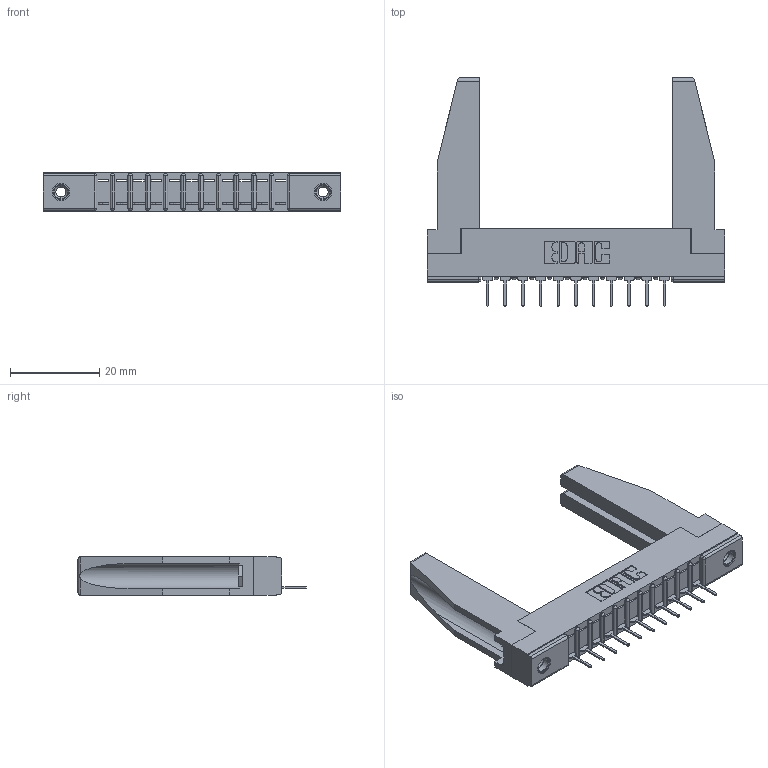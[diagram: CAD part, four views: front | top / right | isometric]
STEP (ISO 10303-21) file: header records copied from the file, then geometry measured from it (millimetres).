
FILE_DESCRIPTION (( 'STEP AP203' ), '1' );
FILE_NAME ('357-011-431-178.STEP', '2020-09-30T09:07:14', ( '' ), ( '' ), 'SwSTEP 2.0', 'SolidWorks 2020', '' );
FILE_SCHEMA (( 'CONFIG_CONTROL_DESIGN' ));
Length unit declared in the file: inch
Products named in the file (5): 345-250-001_345-250-001-102; 307-220-078; 357-011-431-178; 307 Part_.156 Dia Mounting Holes; 307-290-001_531
Assembly tree (16 placements, depth 2):
  357-011-431-178
    307 Part_.156 Dia Mounting Holes
    307-290-001_531  x11
    307-220-078  x2
    345-250-001_345-250-001-102  x2
Bounding box: 66.6 x 51.13 x 8.71 mm (x, y, z)
Volume: 8205.4 mm3; surface area: 9833.3 mm2
Topology: 16 solids, 16 shells, 876 faces, 2435 edges, 1566 vertices
Faces by surface type: plane 561, cylinder 275, sphere 24, cone 12, torus 4
Entity records: 15659 total; most frequent: CARTESIAN_POINT 2626, ORIENTED_EDGE 2568, DIRECTION 2528, EDGE_CURVE 1284, LINE 976, VECTOR 976, VERTEX_POINT 832, AXIS2_PLACEMENT_3D 776
